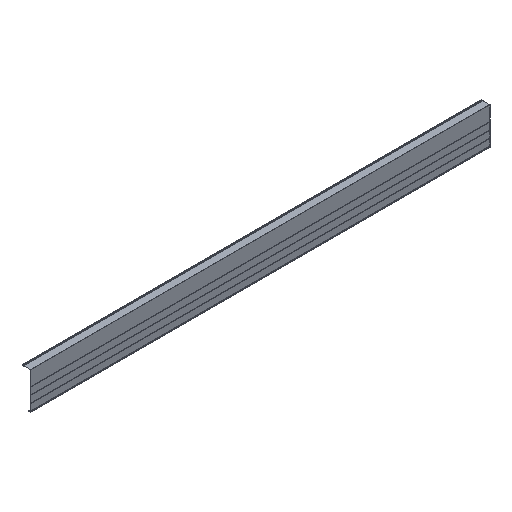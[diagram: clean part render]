
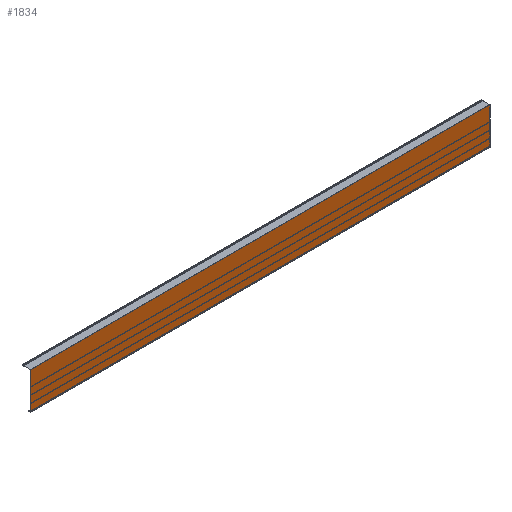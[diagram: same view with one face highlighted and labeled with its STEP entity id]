
A CAD part, isometric view. The second image highlights one B-rep face of the part: STEP entity #1834.
In plain terms, the highlighted planar face has unit normal (0, -1, 0).
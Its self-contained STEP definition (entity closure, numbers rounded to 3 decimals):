
#47 = EDGE_CURVE ( 'NONE', #207, #539, #1523, .T. ) ;
#63 = CARTESIAN_POINT ( 'NONE',  ( 0., 0., -0.5 ) ) ;
#79 = CARTESIAN_POINT ( 'NONE',  ( 2500., 0., -201.5 ) ) ;
#89 = PLANE ( 'NONE',  #263 ) ;
#118 = LINE ( 'NONE', #891, #387 ) ;
#136 = CARTESIAN_POINT ( 'NONE',  ( 2500., 0., -0.5 ) ) ;
#162 = DIRECTION ( 'NONE',  ( -1., 0., 0. ) ) ;
#207 = VERTEX_POINT ( 'NONE', #136 ) ;
#239 = DIRECTION ( 'NONE',  ( -1., 0., 0. ) ) ;
#263 = AXIS2_PLACEMENT_3D ( 'NONE', #963, #680, #1295 ) ;
#330 = VERTEX_POINT ( 'NONE', #1102 ) ;
#343 = VECTOR ( 'NONE', #162, 1000. ) ;
#387 = VECTOR ( 'NONE', #746, 1000. ) ;
#518 = CARTESIAN_POINT ( 'NONE',  ( 2500., 0., -201.5 ) ) ;
#539 = VERTEX_POINT ( 'NONE', #63 ) ;
#619 = DIRECTION ( 'NONE',  ( 0., 0., -1. ) ) ;
#669 = ORIENTED_EDGE ( 'NONE', *, *, #737, .T. ) ;
#680 = DIRECTION ( 'NONE',  ( 0., 1., 0. ) ) ;
#737 = EDGE_CURVE ( 'NONE', #539, #330, #920, .T. ) ;
#746 = DIRECTION ( 'NONE',  ( 0., 0., -1. ) ) ;
#773 = CARTESIAN_POINT ( 'NONE',  ( 0., 0., -0.5 ) ) ;
#826 = FACE_OUTER_BOUND ( 'NONE', #868, .T. ) ;
#868 = EDGE_LOOP ( 'NONE', ( #669, #1532, #1350, #1622 ) ) ;
#891 = CARTESIAN_POINT ( 'NONE',  ( 2500., 0., -0.5 ) ) ;
#920 = LINE ( 'NONE', #773, #1325 ) ;
#937 = VERTEX_POINT ( 'NONE', #79 ) ;
#948 = EDGE_CURVE ( 'NONE', #937, #330, #1289, .T. ) ;
#963 = CARTESIAN_POINT ( 'NONE',  ( 2500., 0., -0.5 ) ) ;
#1102 = CARTESIAN_POINT ( 'NONE',  ( 0., 0., -201.5 ) ) ;
#1289 = LINE ( 'NONE', #518, #1801 ) ;
#1295 = DIRECTION ( 'NONE',  ( 0., 0., 1. ) ) ;
#1325 = VECTOR ( 'NONE', #619, 1000. ) ;
#1350 = ORIENTED_EDGE ( 'NONE', *, *, #1781, .F. ) ;
#1523 = LINE ( 'NONE', #1792, #343 ) ;
#1532 = ORIENTED_EDGE ( 'NONE', *, *, #948, .F. ) ;
#1622 = ORIENTED_EDGE ( 'NONE', *, *, #47, .T. ) ;
#1781 = EDGE_CURVE ( 'NONE', #207, #937, #118, .T. ) ;
#1792 = CARTESIAN_POINT ( 'NONE',  ( 2500., 0., -0.5 ) ) ;
#1801 = VECTOR ( 'NONE', #239, 1000. ) ;
#1834 = ADVANCED_FACE ( 'NONE', ( #826 ), #89, .F. ) ;
